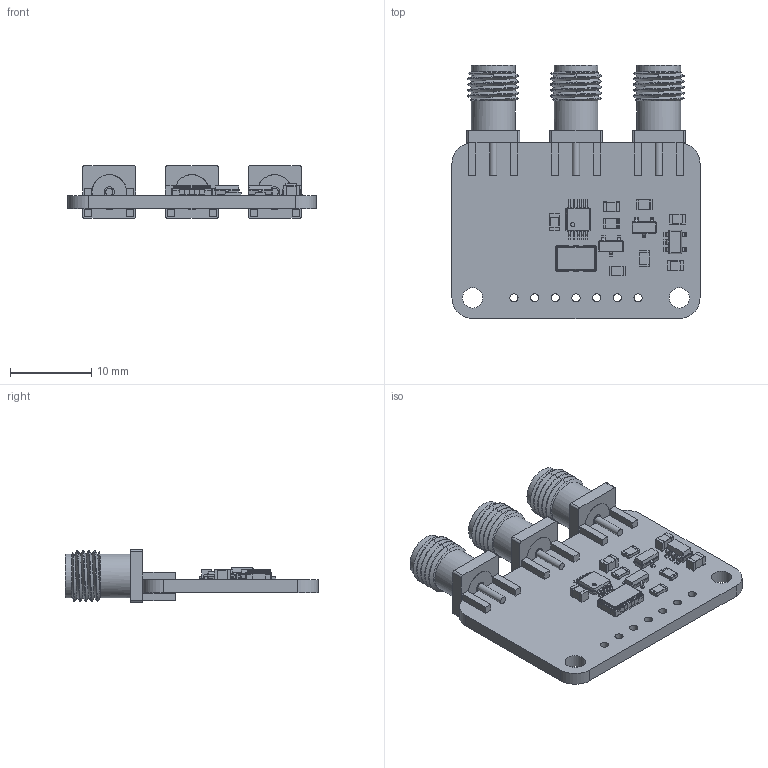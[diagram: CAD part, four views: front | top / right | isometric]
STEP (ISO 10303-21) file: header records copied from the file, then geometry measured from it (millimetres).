
FILE_DESCRIPTION(('FreeCAD Model'),'2;1');
FILE_NAME('Open CASCADE Shape Model','2023-06-02T22:07:40',( 'Igor Volodin'),(''),'Open CASCADE STEP processor 7.5','FreeCAD', 'Unknown');
FILE_SCHEMA(('AUTOMOTIVE_DESIGN { 1 0 10303 214 1 1 1 1 }'));
Length unit declared in the file: millimetre
Products named in the file (15): Adafruit Si5351A; Board_Geoms_5295; Pcb_5295; Step_Virtual_Models_5295; TopV_5295; Y1_Oscillator_SMD_Fox_FT5H_5.0x3.2mm_915f5fcf52f0; R8_R_0805_2012Metric_89e25ffe3f06; X1_SMA_female_edge_6_5x6_5_090b9a285b00; Body; Dielectric; Pin; U2_SOT_23_5_4691a53e2b81; Q2_SOT_23_689e5a18b5bb; C3_C_0805_2012Metric_7d4d6c1dfcb6; U1_MSOP_10_3x3mm_P05mm_82a22f1be9b5
Assembly tree (23 placements, depth 5):
  Adafruit Si5351A
    Board_Geoms_5295
      Pcb_5295
    Step_Virtual_Models_5295
      TopV_5295
        Y1_Oscillator_SMD_Fox_FT5H_5.0x3.2mm_915f5fcf52f0
        R8_R_0805_2012Metric_89e25ffe3f06  x4
        X1_SMA_female_edge_6_5x6_5_090b9a285b00  x3
          Body
          Dielectric
          Pin
        U2_SOT_23_5_4691a53e2b81
        Q2_SOT_23_689e5a18b5bb  x2
        C3_C_0805_2012Metric_7d4d6c1dfcb6  x4
        U1_MSOP_10_3x3mm_P05mm_82a22f1be9b5
Bounding box: 30.48 x 31.08 x 6.5 mm (x, y, z)
Volume: 1791.2 mm3; surface area: 3867 mm2
Topology: 25 solids, 25 shells, 1098 faces, 2818 edges, 1780 vertices
Faces by surface type: plane 646, cylinder 267, bspline 153, cone 24, revolution 4, torus 4
Full cylindrical faces by diameter (mm): 0.5 x1, 0.775 x3, 0.9 x3, 1 x7, 1.079 x3, 1.27 x6, 2.5 x2, 4.254 x3, 4.255 x3, 4.597 x3, 5.385 x6, 6.257 x9
Entity records: 26496 total; most frequent: CARTESIAN_POINT 6111, ORIENTED_EDGE 3686, DIRECTION 3289, EDGE_CURVE 1843, LINE 1365, VECTOR 1365, VERTEX_POINT 1164, AXIS2_PLACEMENT_3D 960
